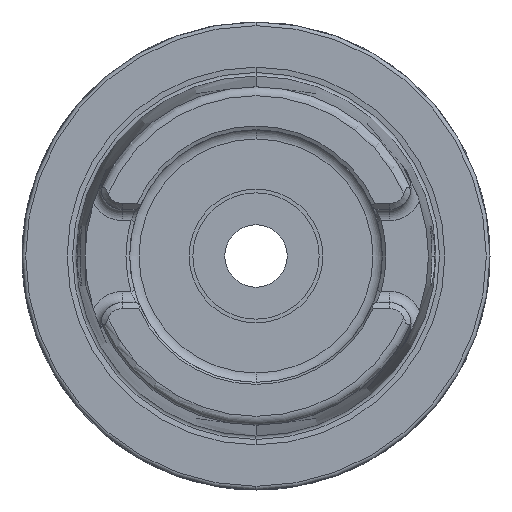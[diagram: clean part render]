
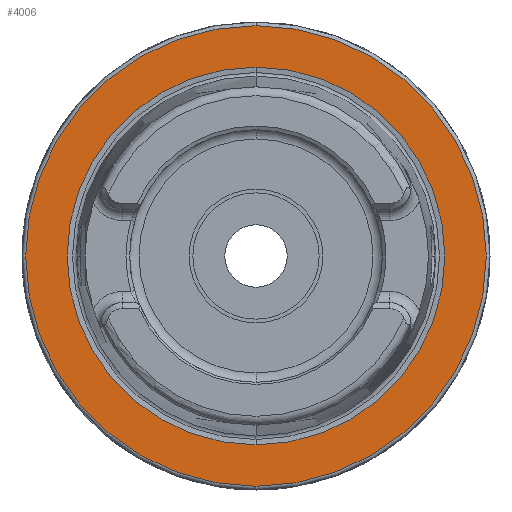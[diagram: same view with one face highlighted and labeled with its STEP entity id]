
A CAD part, left-side view. The second image highlights one B-rep face of the part: STEP entity #4006.
In plain terms, the highlighted planar face has unit normal (-1, 0, 0).
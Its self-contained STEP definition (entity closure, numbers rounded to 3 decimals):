
#880=CARTESIAN_POINT('',(0.,0.,0.));
#881=DIRECTION('',(1.,0.,0.));
#882=DIRECTION('',(0.,0.,-1.));
#883=AXIS2_PLACEMENT_3D('',#880,#881,#882);
#885=CARTESIAN_POINT('',(0.,0.,0.));
#886=DIRECTION('',(1.,0.,0.));
#887=DIRECTION('',(0.,0.,1.));
#888=AXIS2_PLACEMENT_3D('',#885,#886,#887);
#890=CARTESIAN_POINT('',(0.,0.,0.));
#891=DIRECTION('',(-1.,0.,0.));
#892=DIRECTION('',(0.,0.,1.));
#893=AXIS2_PLACEMENT_3D('',#890,#891,#892);
#895=CARTESIAN_POINT('',(0.,0.,0.));
#896=DIRECTION('',(-1.,0.,0.));
#897=DIRECTION('',(0.,0.,-1.));
#898=AXIS2_PLACEMENT_3D('',#895,#896,#897);
#2627=CARTESIAN_POINT('',(0.,0.,-25.42));
#2628=CARTESIAN_POINT('',(0.,0.,25.42));
#2629=VERTEX_POINT('',#2627);
#2630=VERTEX_POINT('',#2628);
#2946=CARTESIAN_POINT('',(0.,0.,31.));
#2947=CARTESIAN_POINT('',(0.,0.,-31.));
#2948=VERTEX_POINT('',#2946);
#2949=VERTEX_POINT('',#2947);
#3990=CARTESIAN_POINT('',(0.,0.,0.));
#3991=DIRECTION('',(1.,0.,0.));
#3992=DIRECTION('',(0.,0.,1.));
#3993=AXIS2_PLACEMENT_3D('',#3990,#3991,#3992);
#3994=PLANE('',#3993);
#3995=ORIENTED_EDGE('',*,*,#3980,.F.);
#3997=ORIENTED_EDGE('',*,*,#3996,.F.);
#3998=EDGE_LOOP('',(#3995,#3997));
#3999=FACE_OUTER_BOUND('',#3998,.F.);
#4001=ORIENTED_EDGE('',*,*,#4000,.F.);
#4003=ORIENTED_EDGE('',*,*,#4002,.F.);
#4004=EDGE_LOOP('',(#4001,#4003));
#4005=FACE_BOUND('',#4004,.F.);
#4006=ADVANCED_FACE('',(#3999,#4005),#3994,.F.);
#884=CIRCLE('',#883,25.42);
#889=CIRCLE('',#888,25.42);
#894=CIRCLE('',#893,31.);
#899=CIRCLE('',#898,31.);
#3980=EDGE_CURVE('',#2948,#2949,#894,.T.);
#3996=EDGE_CURVE('',#2949,#2948,#899,.T.);
#4000=EDGE_CURVE('',#2629,#2630,#884,.T.);
#4002=EDGE_CURVE('',#2630,#2629,#889,.T.);
